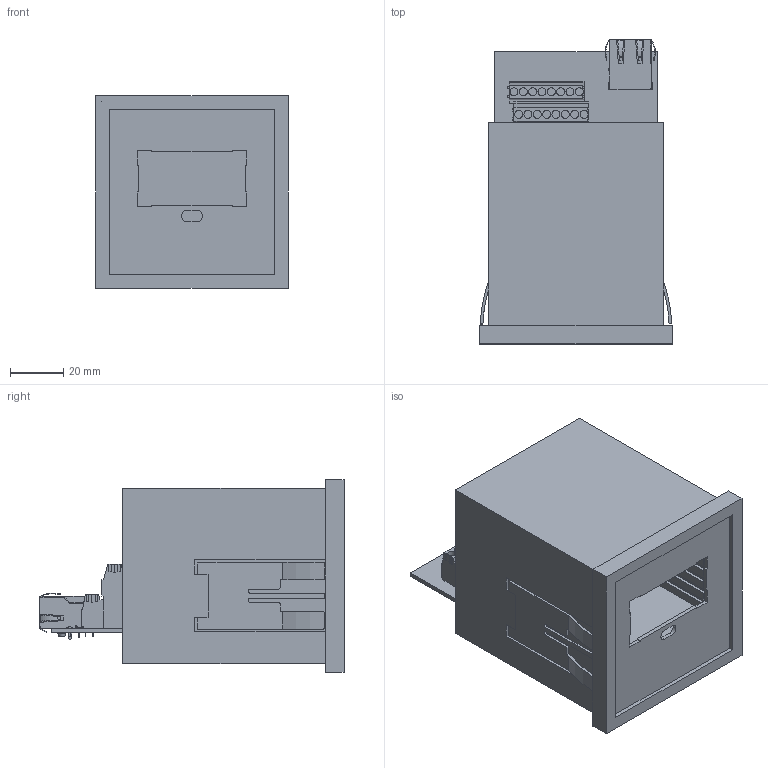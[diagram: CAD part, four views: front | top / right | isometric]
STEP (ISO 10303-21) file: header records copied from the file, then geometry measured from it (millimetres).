
FILE_DESCRIPTION((''),'2;1');
FILE_NAME('070821.5.stp','2011-05-26T15:40:24',(''),(''),'Mechanical Desktop 2009','Mechanical Desktop 2009',', , ');
FILE_SCHEMA(('CONFIG_CONTROL_DESIGN'));
Length unit declared in the file: millimetre
Products named in the file (21): E0708215; E0708211; TEIL1; TEIL2A; E0708211|AVE_RENDER; E0708211|AVE_GLOBAL; E0708211|RM_SDB; E0705108; TEIL1A; 1; 432028926; TEIL2; E0708216A; E0708216; E0708217A; E0708217; LINSENBLECHSCHR_ST2_2X6_5A; LINSENBLECHSCHR_ST2_2X6_5; FEDERKLAMMER_NGS_NF; FEDERKLAMMER_NGS_NFA; RM_SDB
Assembly tree (34 placements, depth 3):
  E0708215
    E0708211
      TEIL1
      TEIL2A
      E0708211|AVE_RENDER  x8
      E0708211|AVE_GLOBAL
      E0708211|RM_SDB  x3
    E0705108
      TEIL1A
      1
      432028926
      TEIL2  x2
    E0708216A
      E0708216
    E0708217A
      E0708217
    LINSENBLECHSCHR_ST2_2X6_5A  x2
      LINSENBLECHSCHR_ST2_2X6_5
    FEDERKLAMMER_NGS_NF  x2
      FEDERKLAMMER_NGS_NFA
    RM_SDB  x3
Bounding box: 72 x 114 x 72 mm (x, y, z)
Volume: 91584.1 mm3; surface area: 96034.5 mm2
Topology: 13 solids, 13 shells, 1531 faces, 4209 edges, 2782 vertices
Faces by surface type: plane 1216, cylinder 251, bspline 40, cone 24
Entity records: 45926 total; most frequent: CARTESIAN_POINT 8992, ORIENTED_EDGE 7782, DIRECTION 7114, EDGE_CURVE 3891, VECTOR 3420, LINE 3420, VERTEX_POINT 2547, AXIS2_PLACEMENT_3D 1847
